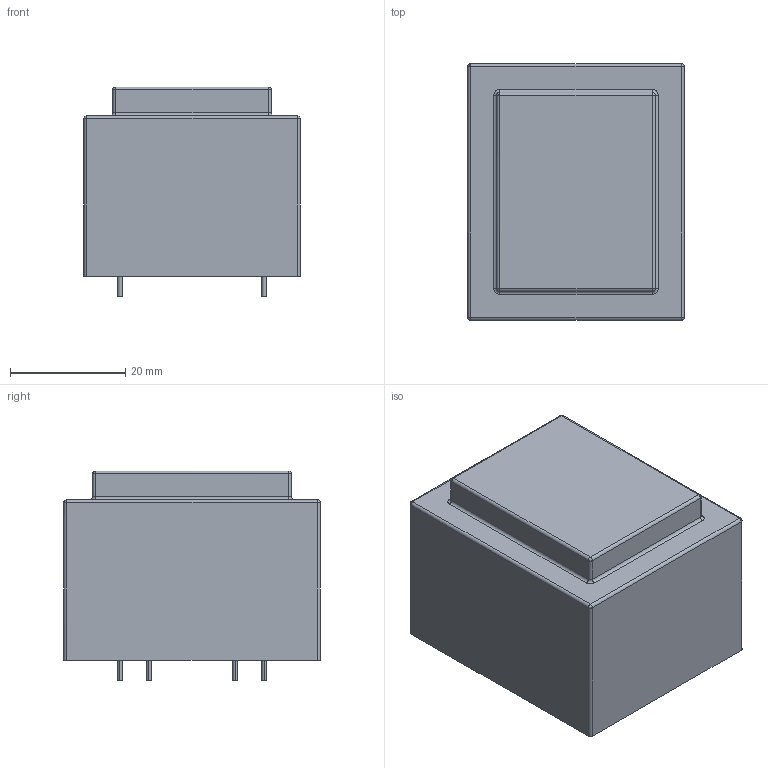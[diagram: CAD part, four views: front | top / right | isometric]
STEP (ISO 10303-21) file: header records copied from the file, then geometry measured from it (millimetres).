
FILE_DESCRIPTION((''),'2;1');
FILE_NAME('XFMR_MYRRA_44229.stp','2012-11-05T16:00:00',(''),(''),'Mechanical Desktop 2011','Mechanical Desktop 2011',', , ');
FILE_SCHEMA(('AUTOMOTIVE_DESIGN { 1 2 10303 214 1 1 1 1 }'));
Length unit declared in the file: millimetre
Products named in the file (1): Product
Bounding box: 37.5 x 44.5 x 36.4 mm (x, y, z)
Volume: 51130.2 mm3; surface area: 8460.5 mm2
Topology: 7 solids, 7 shells, 69 faces, 136 edges, 78 vertices
Faces by surface type: cylinder 32, plane 23, sphere 10, bspline 4
Entity records: 1948 total; most frequent: CARTESIAN_POINT 456, DIRECTION 340, ORIENTED_EDGE 264, AXIS2_PLACEMENT_3D 142, EDGE_CURVE 132, VERTEX_POINT 78, CIRCLE 76, EDGE_LOOP 70
